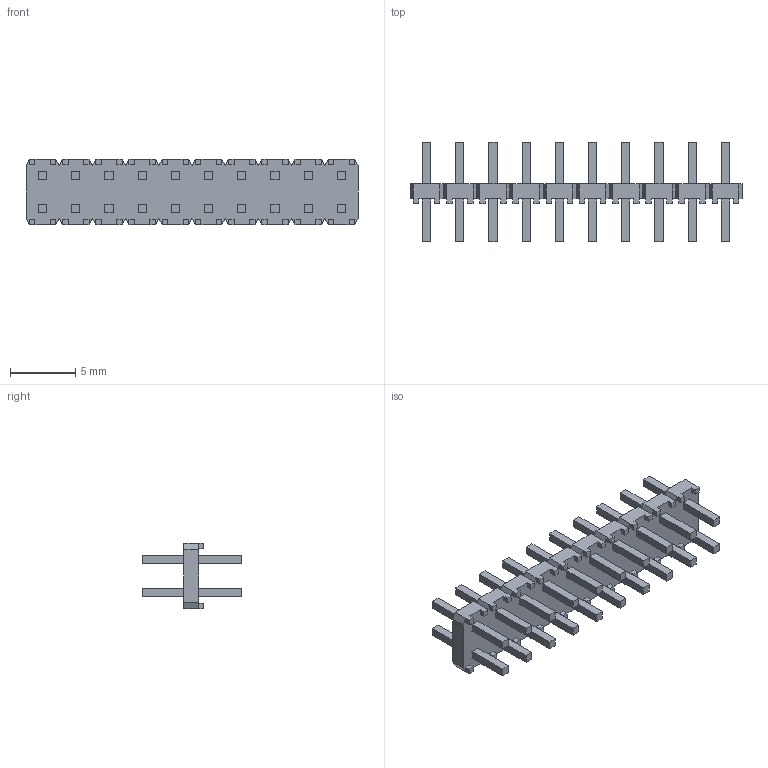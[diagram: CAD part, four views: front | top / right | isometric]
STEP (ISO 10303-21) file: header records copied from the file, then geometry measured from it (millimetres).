
FILE_DESCRIPTION( ( 'STEP AP214' ), '1' );
FILE_NAME( 'MTLW-110-06-F-D-125.stp', '2020-10-09T06:39:50', ( 'License CC BY-ND 4.0' ), ( 'CADENAS' ), ' ', 'PARTsolutions', ' ' );
FILE_SCHEMA( ( 'AUTOMOTIVE_DESIGN { 1 0 10303 214 1 1 1 1 }' ) );
Length unit declared in the file: inch
Products named in the file (3): MTLW-110-06-F-D-125; _MTLW-110-06-F-D-125_body; _MTLW-10-06-D-125
Assembly tree (2 placements, depth 2):
  MTLW-110-06-F-D-125
    _MTLW-110-06-F-D-125_body
    _MTLW-10-06-D-125
Bounding box: 25.4 x 7.62 x 5.03 mm (x, y, z)
Volume: 207.5 mm3; surface area: 950.6 mm2
Topology: 2 solids, 2 shells, 510 faces, 1358 edges, 892 vertices
Faces by surface type: plane 510
Entity records: 19676 total; most frequent: CARTESIAN_POINT 2763, ORIENTED_EDGE 2716, DIRECTION 2384, EDGE_CURVE 1358, LINE 1358, VECTOR 1358, VERTEX_POINT 892, EDGE_LOOP 590
